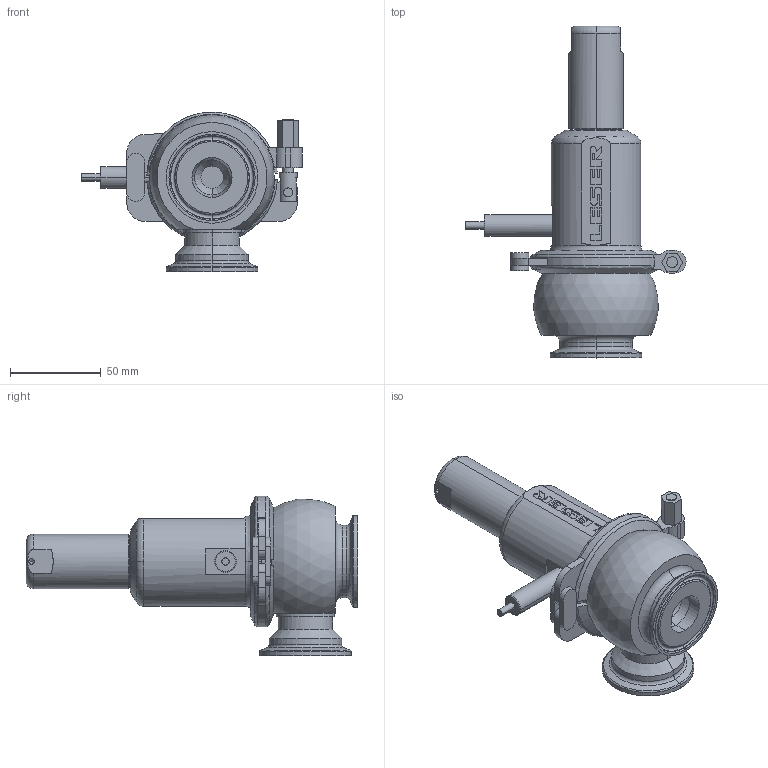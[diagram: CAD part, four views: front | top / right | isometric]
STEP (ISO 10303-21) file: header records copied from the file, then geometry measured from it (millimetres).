
FILE_DESCRIPTION((''),'2;1');
FILE_NAME('10001117160_G3D_000_ASM','2023-09-07T10:30:12',('SchmidtJ'),(''),'CREO PARAMETRIC BY PTC INC, 2020414','CREO PARAMETRIC BY PTC INC, 2020414','');
FILE_SCHEMA(('CONFIG_CONTROL_DESIGN'));
Length unit declared in the file: millimetre
Products named in the file (12): 10000461932_G3D_000; 10000919083_G3D_000; 10000461941_G3D_000; 10000461942_G3D_000; 10000461943_G3D_000; 10000461944_G3D_000; 10000461945_G3D_000; 10000461940_G3D_000_ASM; 10000461958_G3D_000; 10000461948_G3D_000; 10001117151_G3D_000; 10001117160_G3D_000_ASM
Assembly tree (12 placements, depth 3):
  10001117160_G3D_000_ASM
    10000461932_G3D_000
    10000919083_G3D_000
    10000461940_G3D_000_ASM
      10000461941_G3D_000
      10000461942_G3D_000
      10000461943_G3D_000  x2
      10000461944_G3D_000
      10000461945_G3D_000
    10000461958_G3D_000
    10000461948_G3D_000
    10001117151_G3D_000
Bounding box: 121.42 x 183 x 87.95 mm (x, y, z)
Volume: 184699.9 mm3; surface area: 84307.3 mm2
Topology: 11 solids, 12 shells, 369 faces, 869 edges, 549 vertices
Faces by surface type: plane 145, cylinder 121, torus 51, cone 47, bspline 4, sphere 1
Entity records: 11145 total; most frequent: CARTESIAN_POINT 2415, DIRECTION 1917, ORIENTED_EDGE 1680, EDGE_CURVE 843, AXIS2_PLACEMENT_3D 765, VERTEX_POINT 533, EDGE_LOOP 408, VECTOR 387
